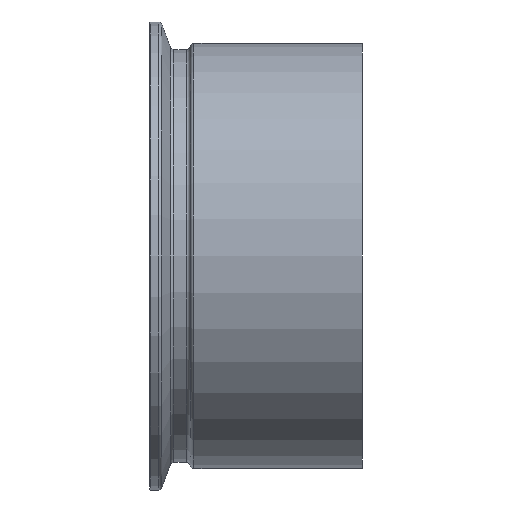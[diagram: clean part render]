
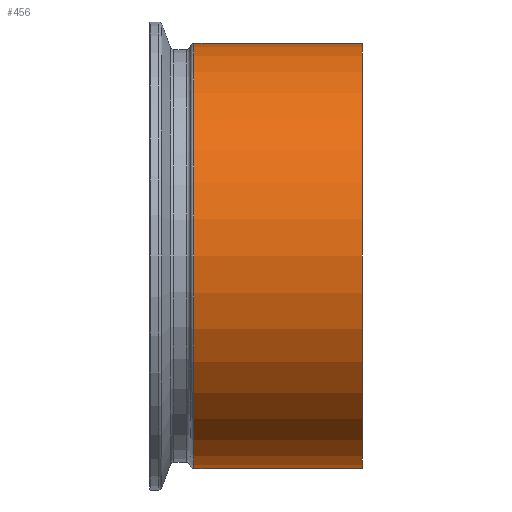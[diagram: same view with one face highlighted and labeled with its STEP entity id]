
A CAD part, front view. The second image highlights one B-rep face of the part: STEP entity #456.
In plain terms, the highlighted cylindrical face has radius 54.05 mm (diameter 108.1 mm), a partial arc.
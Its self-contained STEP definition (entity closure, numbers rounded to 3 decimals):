
#7 = CIRCLE ( 'NONE', #279, 54.05 ) ;
#14 = DIRECTION ( 'NONE',  ( -1., 0., 0. ) ) ;
#24 = CARTESIAN_POINT ( 'NONE',  ( 11.233, 0., -54.05 ) ) ;
#45 = CARTESIAN_POINT ( 'NONE',  ( 11.233, 0., 54.05 ) ) ;
#56 = VECTOR ( 'NONE', #320, 1000. ) ;
#76 = CARTESIAN_POINT ( 'NONE',  ( 54., 0., -54.05 ) ) ;
#142 = ORIENTED_EDGE ( 'NONE', *, *, #788, .F. ) ;
#167 = VERTEX_POINT ( 'NONE', #558 ) ;
#169 = LINE ( 'NONE', #462, #56 ) ;
#217 = DIRECTION ( 'NONE',  ( -1., 0., 0. ) ) ;
#279 = AXIS2_PLACEMENT_3D ( 'NONE', #514, #851, #718 ) ;
#288 = CARTESIAN_POINT ( 'NONE',  ( 54., 0., 0. ) ) ;
#320 = DIRECTION ( 'NONE',  ( -1., 0., 0. ) ) ;
#327 = VERTEX_POINT ( 'NONE', #45 ) ;
#333 = VECTOR ( 'NONE', #14, 1000. ) ;
#368 = CARTESIAN_POINT ( 'NONE',  ( 0., 0., 0. ) ) ;
#374 = CIRCLE ( 'NONE', #389, 54.05 ) ;
#389 = AXIS2_PLACEMENT_3D ( 'NONE', #288, #653, #570 ) ;
#428 = DIRECTION ( 'NONE',  ( 0., 0., 1. ) ) ;
#456 = ADVANCED_FACE ( 'NONE', ( #499 ), #721, .T. ) ;
#462 = CARTESIAN_POINT ( 'NONE',  ( 0., 0., -54.05 ) ) ;
#471 = EDGE_CURVE ( 'NONE', #167, #327, #783, .T. ) ;
#489 = VERTEX_POINT ( 'NONE', #24 ) ;
#490 = AXIS2_PLACEMENT_3D ( 'NONE', #368, #217, #428 ) ;
#499 = FACE_OUTER_BOUND ( 'NONE', #607, .T. ) ;
#511 = EDGE_CURVE ( 'NONE', #752, #489, #169, .T. ) ;
#514 = CARTESIAN_POINT ( 'NONE',  ( 11.233, 0., 0. ) ) ;
#558 = CARTESIAN_POINT ( 'NONE',  ( 54., 0., 54.05 ) ) ;
#570 = DIRECTION ( 'NONE',  ( 0., 0., 1. ) ) ;
#607 = EDGE_LOOP ( 'NONE', ( #909, #849, #791, #142 ) ) ;
#653 = DIRECTION ( 'NONE',  ( -1., 0., 0. ) ) ;
#718 = DIRECTION ( 'NONE',  ( 0., 0., 1. ) ) ;
#721 = CYLINDRICAL_SURFACE ( 'NONE', #490, 54.05 ) ;
#752 = VERTEX_POINT ( 'NONE', #76 ) ;
#783 = LINE ( 'NONE', #854, #333 ) ;
#788 = EDGE_CURVE ( 'NONE', #489, #327, #7, .T. ) ;
#791 = ORIENTED_EDGE ( 'NONE', *, *, #471, .T. ) ;
#849 = ORIENTED_EDGE ( 'NONE', *, *, #860, .T. ) ;
#851 = DIRECTION ( 'NONE',  ( -1., 0., 0. ) ) ;
#854 = CARTESIAN_POINT ( 'NONE',  ( 0., 0., 54.05 ) ) ;
#860 = EDGE_CURVE ( 'NONE', #752, #167, #374, .T. ) ;
#909 = ORIENTED_EDGE ( 'NONE', *, *, #511, .F. ) ;
